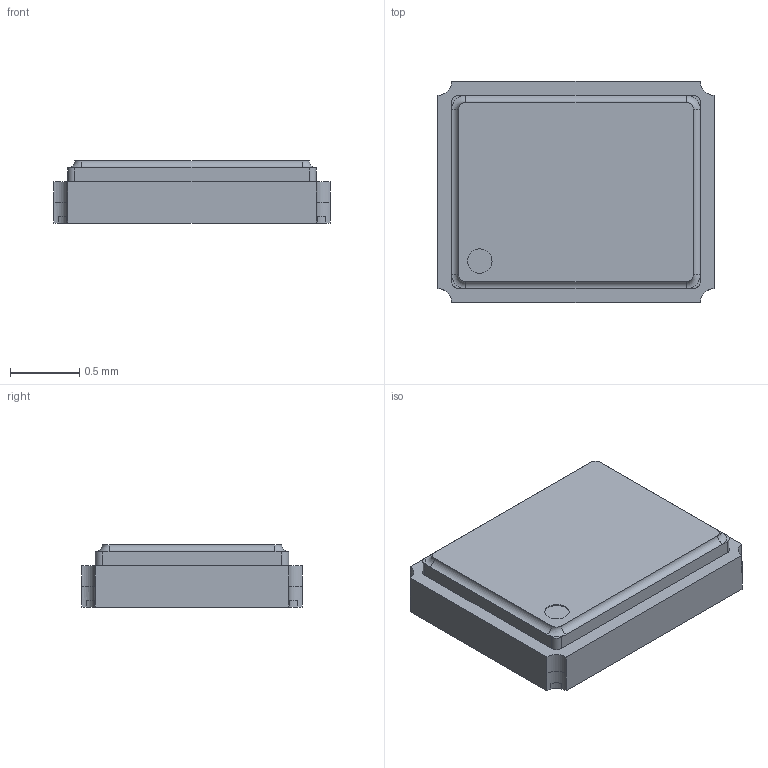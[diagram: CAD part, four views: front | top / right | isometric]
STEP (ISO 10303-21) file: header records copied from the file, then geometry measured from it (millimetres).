
FILE_DESCRIPTION (( 'STEP AP214' ), '1' );
FILE_NAME ('osc-2016.STEP', '2022-10-13T05:49:57', ( '' ), ( '' ), 'SwSTEP 2.0', 'SolidWorks 2019', '' );
FILE_SCHEMA (( 'AUTOMOTIVE_DESIGN' ));
Length unit declared in the file: millimetre
Products named in the file (1): osc-2016
Bounding box: 2 x 1.6 x 0.45 mm (x, y, z)
Volume: 1.3 mm3; surface area: 12.1 mm2
Topology: 5 solids, 5 shells, 108 faces, 280 edges, 184 vertices
Faces by surface type: plane 82, cylinder 22, torus 4
Entity records: 3680 total; most frequent: CARTESIAN_POINT 573, ORIENTED_EDGE 560, DIRECTION 558, EDGE_CURVE 280, VECTOR 220, LINE 220, VERTEX_POINT 184, AXIS2_PLACEMENT_3D 169
